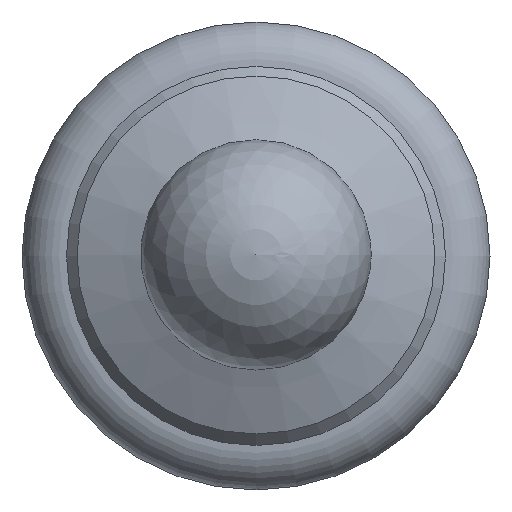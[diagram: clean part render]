
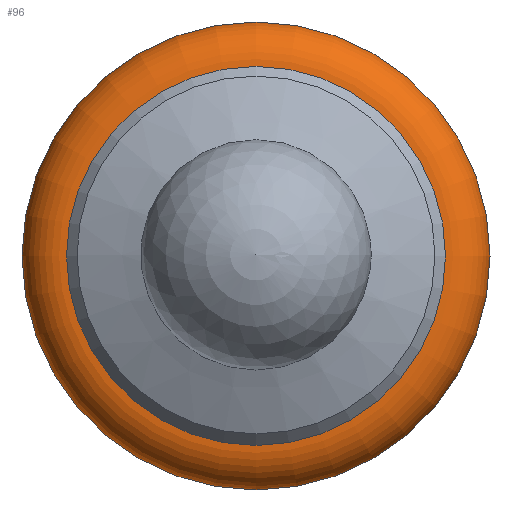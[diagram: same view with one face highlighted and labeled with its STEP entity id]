
A CAD part, top view. The second image highlights one B-rep face of the part: STEP entity #96.
In plain terms, the highlighted toroidal (fillet/blend) face has major radius 12.954 mm and minor radius 3.048 mm.
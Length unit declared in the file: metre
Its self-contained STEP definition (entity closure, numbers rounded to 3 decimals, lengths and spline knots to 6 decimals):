
#13=TOROIDAL_SURFACE('',#121,0.012954,0.003048);
#24=ORIENTED_EDGE('',*,*,#38,.T.);
#25=ORIENTED_EDGE('',*,*,#37,.F.);
#37=EDGE_CURVE('',#45,#45,#53,.T.);
#38=EDGE_CURVE('',#46,#46,#54,.T.);
#45=VERTEX_POINT('',#177);
#46=VERTEX_POINT('',#180);
#53=CIRCLE('',#120,0.012954);
#54=CIRCLE('',#122,0.012954);
#64=EDGE_LOOP('',(#24));
#65=EDGE_LOOP('',(#25));
#80=FACE_BOUND('',#64,.T.);
#81=FACE_BOUND('',#65,.T.);
#96=ADVANCED_FACE('',(#80,#81),#13,.T.);
#120=AXIS2_PLACEMENT_3D('',#176,#144,#145);
#121=AXIS2_PLACEMENT_3D('',#178,#146,#147);
#122=AXIS2_PLACEMENT_3D('',#179,#148,#149);
#144=DIRECTION('',(0.,0.,-1.));
#145=DIRECTION('',(-1.,0.,0.));
#146=DIRECTION('',(0.,0.,-1.));
#147=DIRECTION('',(-1.,0.,0.));
#148=DIRECTION('',(0.,0.,-1.));
#149=DIRECTION('',(-1.,0.,0.));
#176=CARTESIAN_POINT('',(0.,0.,0.004963));
#177=CARTESIAN_POINT('',(-0.012954,0.,0.004963));
#178=CARTESIAN_POINT('',(0.,0.,0.008011));
#179=CARTESIAN_POINT('',(0.,0.,0.011059));
#180=CARTESIAN_POINT('',(-0.012954,0.,0.011059));
